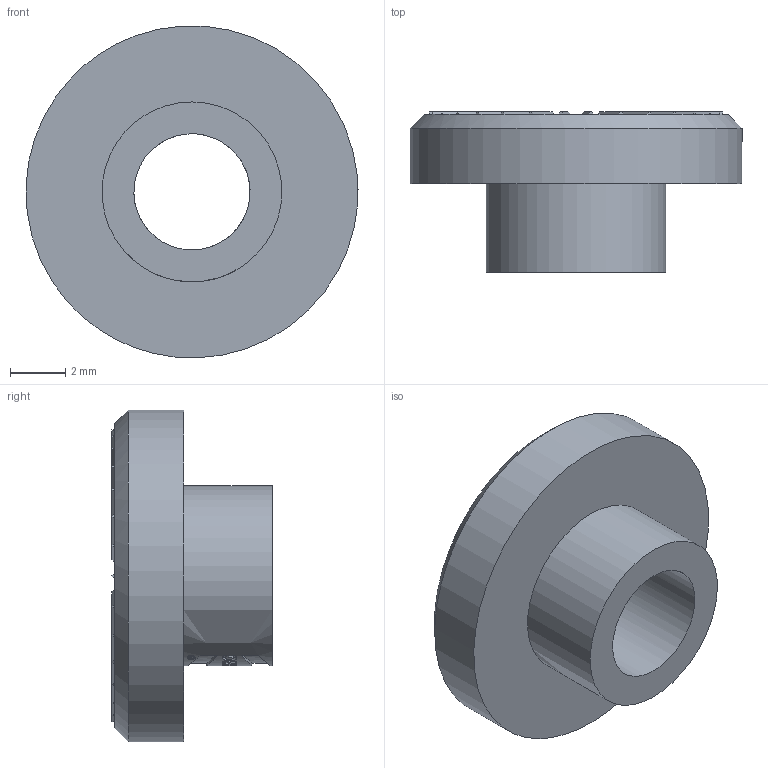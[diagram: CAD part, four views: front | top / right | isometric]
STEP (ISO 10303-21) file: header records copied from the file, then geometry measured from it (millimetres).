
FILE_DESCRIPTION(( 'HARTING HARTING HARTING HARTING HARTING HARTING HARTING HARTING HARTING', 'This Document is valid for Parts No. 09 14 000 9936'),'2;1');
FILE_NAME('MD_09140009936_RA.stp', '2009-10-29T11:01:15',('ITIS-4b'),('HARTING KGaA, D-32339 Espelkamp'), 'I-DEAS Master Series 10','HP-UNIX','Yes');
FILE_SCHEMA(('AUTOMOTIVE_DESIGN { 1 0 10303 214 1 1 1 1 }'));
Length unit declared in the file: millimetre
Products named in the file (1): MD 09 14 000 9936
Bounding box: 12 x 5.8 x 11.98 mm (x, y, z)
Volume: 307 mm3; surface area: 429.1 mm2
Topology: 1 solids, 1 shells, 232 faces, 550 edges, 366 vertices
Faces by surface type: bspline 232
Entity records: 6905 total; most frequent: CARTESIAN_POINT 3025, ORIENTED_EDGE 1100, EDGE_CURVE 550, OVER_RIDING_STYLED_ITEM 367, VERTEX_POINT 366, EDGE_LOOP 280, QUASI_UNIFORM_CURVE 238, FACE_OUTER_BOUND 232
